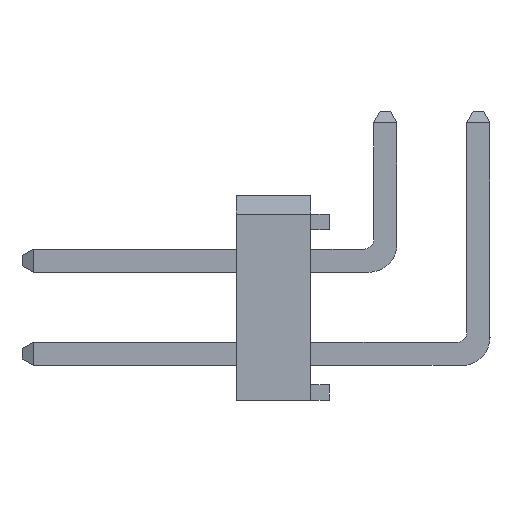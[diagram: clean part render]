
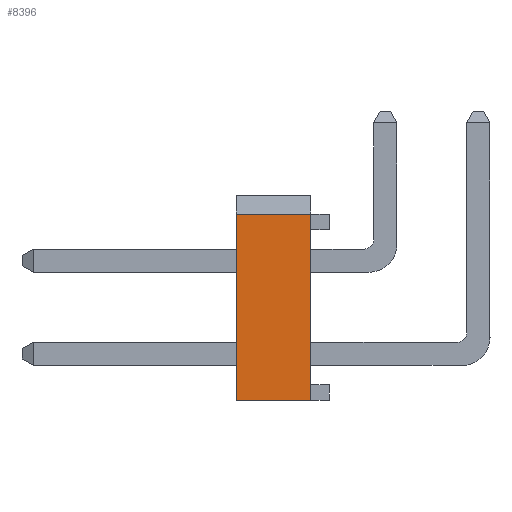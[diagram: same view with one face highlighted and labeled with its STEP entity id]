
A CAD part, left-side view. The second image highlights one B-rep face of the part: STEP entity #8396.
In plain terms, the highlighted planar face has unit normal (-1, 0, 0).
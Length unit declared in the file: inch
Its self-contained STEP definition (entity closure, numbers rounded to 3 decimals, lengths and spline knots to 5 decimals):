
#1369 = VERTEX_POINT ( 'NONE', #13138 ) ;
#1370 = VERTEX_POINT ( 'NONE', #13139 ) ;
#1371 = VERTEX_POINT ( 'NONE', #13140 ) ;
#1380 = VERTEX_POINT ( 'NONE', #13149 ) ;
#3010 = EDGE_LOOP ( 'NONE', ( #11388, #11389, #11390, #11391 ) ) ;
#8396 = ADVANCED_FACE ( 'NONE', ( #31758 ), #31333, .F. ) ;
#9791 = EDGE_CURVE ( 'NONE', #1369, #1370, #32331, .T. ) ;
#9794 = EDGE_CURVE ( 'NONE', #1370, #1371, #32337, .T. ) ;
#9810 = EDGE_CURVE ( 'NONE', #1380, #1371, #32354, .T. ) ;
#9814 = EDGE_CURVE ( 'NONE', #1369, #1380, #32358, .T. ) ;
#11388 = ORIENTED_EDGE ( 'NONE', *, *, #9794, .F. ) ;
#11389 = ORIENTED_EDGE ( 'NONE', *, *, #9791, .F. ) ;
#11390 = ORIENTED_EDGE ( 'NONE', *, *, #9814, .T. ) ;
#11391 = ORIENTED_EDGE ( 'NONE', *, *, #9810, .T. ) ;
#13138 = CARTESIAN_POINT ( 'NONE',  ( -0.9, 0.1, 0.1 ) ) ;
#13139 = CARTESIAN_POINT ( 'NONE',  ( -0.9, 0.02, 0.1 ) ) ;
#13140 = CARTESIAN_POINT ( 'NONE',  ( -0.9, 0.02, -0.1 ) ) ;
#13149 = CARTESIAN_POINT ( 'NONE',  ( -0.9, 0.1, -0.1 ) ) ;
#22421 = AXIS2_PLACEMENT_3D ( 'NONE', #31323, #31338, #31339 ) ;
#31323 = CARTESIAN_POINT ( 'NONE',  ( -0.9, 0.02, -0.1 ) ) ;
#31333 = PLANE ( 'NONE',  #22421 ) ;
#31338 = DIRECTION ( 'NONE',  ( 1., 0., 0. ) ) ;
#31339 = DIRECTION ( 'NONE',  ( 0., 1., 0. ) ) ;
#31758 = FACE_OUTER_BOUND ( 'NONE', #3010, .T. ) ;
#32331 = LINE ( 'NONE', #33288, #32332 ) ;
#32332 = VECTOR ( 'NONE', #33289, 39.37008 ) ;
#32337 = LINE ( 'NONE', #33294, #32338 ) ;
#32338 = VECTOR ( 'NONE', #33295, 39.37008 ) ;
#32354 = LINE ( 'NONE', #33314, #32369 ) ;
#32358 = LINE ( 'NONE', #33328, #32377 ) ;
#32369 = VECTOR ( 'NONE', #33327, 39.37008 ) ;
#32377 = VECTOR ( 'NONE', #33335, 39.37008 ) ;
#33288 = CARTESIAN_POINT ( 'NONE',  ( -0.9, 0.06, 0.1 ) ) ;
#33289 = DIRECTION ( 'NONE',  ( 0., -1., 0. ) ) ;
#33294 = CARTESIAN_POINT ( 'NONE',  ( -0.9, 0.02, 0. ) ) ;
#33295 = DIRECTION ( 'NONE',  ( 0., 0., -1. ) ) ;
#33314 = CARTESIAN_POINT ( 'NONE',  ( -0.9, 0.05, -0.1 ) ) ;
#33327 = DIRECTION ( 'NONE',  ( 0., -1., 0. ) ) ;
#33328 = CARTESIAN_POINT ( 'NONE',  ( -0.9, 0.1, 0.01 ) ) ;
#33335 = DIRECTION ( 'NONE',  ( 0., 0., -1. ) ) ;
